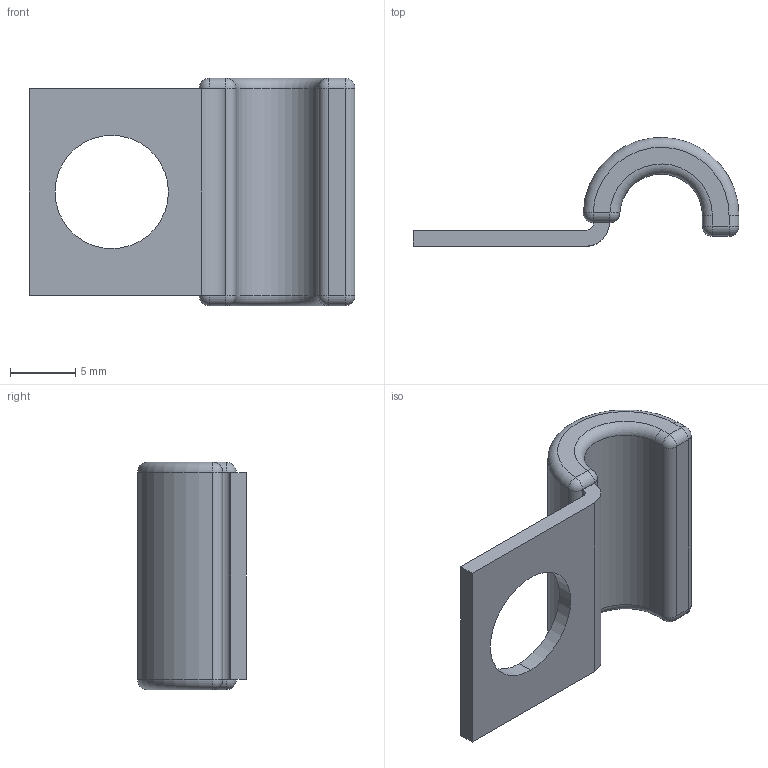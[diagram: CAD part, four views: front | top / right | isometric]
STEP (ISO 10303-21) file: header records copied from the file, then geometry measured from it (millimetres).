
FILE_DESCRIPTION (( 'STEP AP214' ), '1' );
FILE_NAME ('CHV0511Z2.step', '2018-11-27T21:01:22', ( 'User' ), ( 'Microsoft' ), 'SwSTEP 2.0', 'SolidWorks 2018', '' );
FILE_SCHEMA (( 'AUTOMOTIVE_DESIGN' ));
Length unit declared in the file: inch
Products named in the file (1): CHV0511Z2
Bounding box: 25.03 x 8.36 x 17.46 mm (x, y, z)
Volume: 1013.3 mm3; surface area: 1152 mm2
Topology: 1 solids, 1 shells, 41 faces, 94 edges, 48 vertices
Faces by surface type: cylinder 18, plane 11, sphere 8, torus 4
Entity records: 1540 total; most frequent: DIRECTION 214, CARTESIAN_POINT 176, ORIENTED_EDGE 172, EDGE_CURVE 86, AXIS2_PLACEMENT_3D 86, VERTEX_POINT 48, CIRCLE 44, EDGE_LOOP 44
